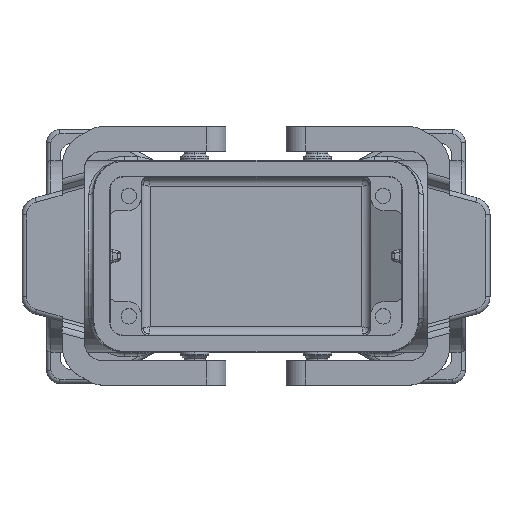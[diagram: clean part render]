
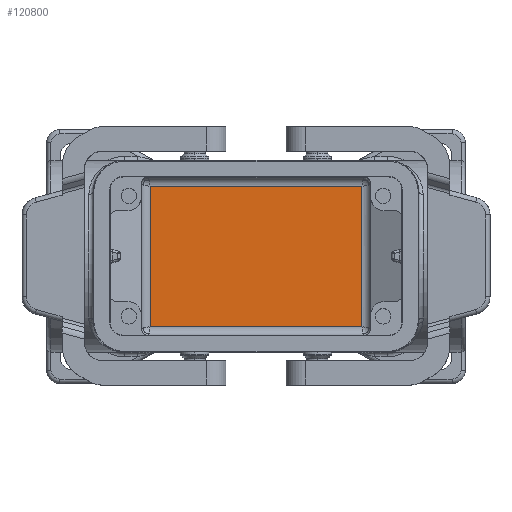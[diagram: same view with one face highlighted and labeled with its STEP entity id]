
A CAD part, top view. The second image highlights one B-rep face of the part: STEP entity #120800.
In plain terms, the highlighted face is planar.
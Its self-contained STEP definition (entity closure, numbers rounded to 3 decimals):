
#118260=CARTESIAN_POINT('',(0.,17.501,67.));
#118270=DIRECTION('',(-1.,0.,0.));
#118280=VECTOR('',#118270,1.);
#118290=LINE('',#118260,#118280);
#118300=CARTESIAN_POINT('',(64.941,17.501,67.));
#118310=VERTEX_POINT('',#118300);
#118320=CARTESIAN_POINT('',(17.441,17.501,67.));
#118330=VERTEX_POINT('',#118320);
#118340=EDGE_CURVE('',#118310,#118330,#118290,.T.);
#120500=CARTESIAN_POINT('',(0.,0.,
67.));
#120510=DIRECTION('',(0.,0.,1.));
#120520=DIRECTION('',(1.,0.,0.));
#120530=AXIS2_PLACEMENT_3D('',#120500,#120510,#120520);
#120540=PLANE('',#120530);
#120550=CARTESIAN_POINT('',(64.941,0.,67.));
#120560=DIRECTION('',(0.,-1.,0.));
#120570=VECTOR('',#120560,1.);
#120580=LINE('',#120550,#120570);
#120590=CARTESIAN_POINT('',(64.941,49.001,67.));
#120600=VERTEX_POINT('',#120590);
#120610=EDGE_CURVE('',#120600,#118310,#120580,.T.);
#120620=ORIENTED_EDGE('',*,*,#120610,.T.);
#120630=CARTESIAN_POINT('',(0.,49.001,67.));
#120640=DIRECTION('',(1.,0.,0.));
#120650=VECTOR('',#120640,1.);
#120660=LINE('',#120630,#120650);
#120670=CARTESIAN_POINT('',(17.441,49.001,67.));
#120680=VERTEX_POINT('',#120670);
#120690=EDGE_CURVE('',#120680,#120600,#120660,.T.);
#120700=ORIENTED_EDGE('',*,*,#120690,.T.);
#120710=CARTESIAN_POINT('',(17.441,0.,67.));
#120720=DIRECTION('',(0.,-1.,0.));
#120730=VECTOR('',#120720,1.);
#120740=LINE('',#120710,#120730);
#120750=EDGE_CURVE('',#120680,#118330,#120740,.T.);
#120760=ORIENTED_EDGE('',*,*,#120750,.F.);
#120770=ORIENTED_EDGE('',*,*,#118340,.T.);
#120780=EDGE_LOOP('',(#120770,#120760,#120700,#120620));
#120790=FACE_OUTER_BOUND('',#120780,.T.);
#120800=ADVANCED_FACE('',(#120790),#120540,.F.);
